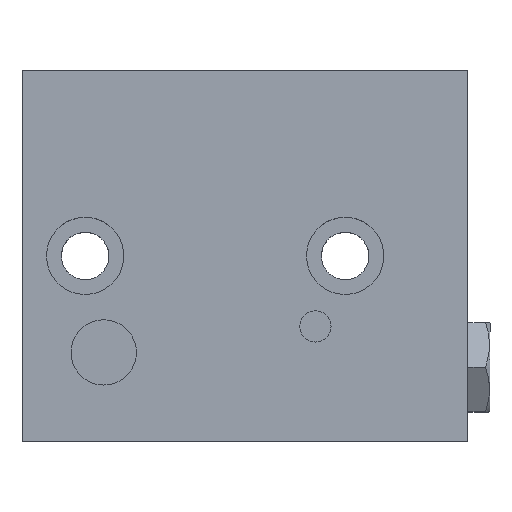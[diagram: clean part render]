
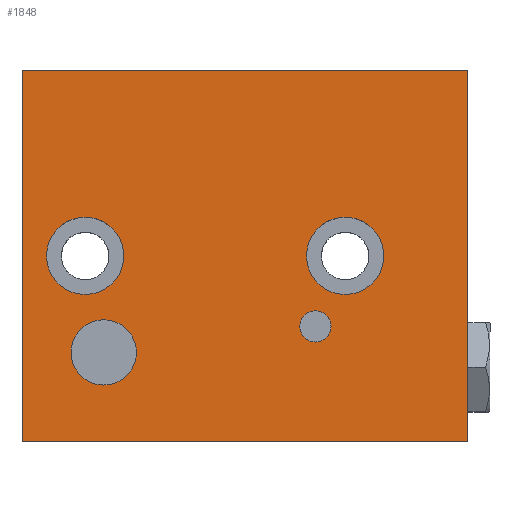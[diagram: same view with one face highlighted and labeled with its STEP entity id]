
A CAD part, top view. The second image highlights one B-rep face of the part: STEP entity #1848.
In plain terms, the highlighted planar face has unit normal (0, 0, 1).
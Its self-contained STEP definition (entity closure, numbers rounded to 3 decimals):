
#1589=CARTESIAN_POINT('',(-24.191,23.015,25.0));
#1590=VERTEX_POINT('',#1589);
#1591=CARTESIAN_POINT('',(35.809,23.015,25.0));
#1592=VERTEX_POINT('',#1591);
#1593=CARTESIAN_POINT('',(-24.191,23.015,25.0));
#1594=DIRECTION('',(1.0,0.0,0.0));
#1595=VECTOR('',#1594,60.);
#1596=LINE('',#1593,#1595);
#1597=EDGE_CURVE('',#1590,#1592,#1596,.T.);
#1774=CARTESIAN_POINT('',(5.809,-1.985,25.0));
#1775=DIRECTION('',(0.0,0.0,1.0));
#1776=DIRECTION('',(1.0,0.0,0.0));
#1777=AXIS2_PLACEMENT_3D('',#1774,#1775,#1776);
#1778=PLANE('',#1777);
#1779=CARTESIAN_POINT('',(35.809,-26.985,25.0));
#1780=VERTEX_POINT('',#1779);
#1781=CARTESIAN_POINT('',(35.809,23.015,25.0));
#1782=DIRECTION('',(0.0,-1.0,0.0));
#1783=VECTOR('',#1782,50.);
#1784=LINE('',#1781,#1783);
#1785=EDGE_CURVE('',#1592,#1780,#1784,.T.);
#1786=ORIENTED_EDGE('',*,*,#1785,.F.);
#1787=ORIENTED_EDGE('',*,*,#1597,.F.);
#1788=CARTESIAN_POINT('',(-24.191,-26.985,25.0));
#1789=VERTEX_POINT('',#1788);
#1790=CARTESIAN_POINT('',(-24.191,-26.985,25.0));
#1791=DIRECTION('',(0.0,1.0,0.0));
#1792=VECTOR('',#1791,50.);
#1793=LINE('',#1790,#1792);
#1794=EDGE_CURVE('',#1789,#1590,#1793,.T.);
#1795=ORIENTED_EDGE('',*,*,#1794,.F.);
#1796=CARTESIAN_POINT('',(35.809,-26.985,25.0));
#1797=DIRECTION('',(-1.0,0.0,0.0));
#1798=VECTOR('',#1797,60.);
#1799=LINE('',#1796,#1798);
#1800=EDGE_CURVE('',#1780,#1789,#1799,.T.);
#1801=ORIENTED_EDGE('',*,*,#1800,.F.);
#1802=EDGE_LOOP('',(#1786,#1787,#1795,#1801));
#1803=FACE_OUTER_BOUND('',#1802,.T.);
#1804=CARTESIAN_POINT('',(-8.791,-14.985,25.0));
#1805=VERTEX_POINT('',#1804);
#1806=CARTESIAN_POINT('',(-13.191,-14.985,25.0));
#1807=DIRECTION('',(0.0,0.0,-1.0));
#1808=DIRECTION('',(1.0,0.0,0.0));
#1809=AXIS2_PLACEMENT_3D('',#1806,#1807,#1808);
#1810=CIRCLE('',#1809,4.4);
#1811=EDGE_CURVE('',#1805,#1805,#1810,.T.);
#1812=ORIENTED_EDGE('',*,*,#1811,.T.);
#1813=EDGE_LOOP('',(#1812));
#1814=FACE_BOUND('',#1813,.T.);
#1815=CARTESIAN_POINT('',(17.409,-11.485,25.0));
#1816=VERTEX_POINT('',#1815);
#1817=CARTESIAN_POINT('',(15.309,-11.485,25.0));
#1818=DIRECTION('',(0.0,0.0,-1.0));
#1819=DIRECTION('',(1.0,0.0,0.0));
#1820=AXIS2_PLACEMENT_3D('',#1817,#1818,#1819);
#1821=CIRCLE('',#1820,2.1);
#1822=EDGE_CURVE('',#1816,#1816,#1821,.T.);
#1823=ORIENTED_EDGE('',*,*,#1822,.T.);
#1824=EDGE_LOOP('',(#1823));
#1825=FACE_BOUND('',#1824,.T.);
#1826=CARTESIAN_POINT('',(-10.491,-1.985,25.0));
#1827=VERTEX_POINT('',#1826);
#1828=CARTESIAN_POINT('',(-15.691,-1.985,25.0));
#1829=DIRECTION('',(0.0,0.0,-1.0));
#1830=DIRECTION('',(1.0,0.0,0.0));
#1831=AXIS2_PLACEMENT_3D('',#1828,#1829,#1830);
#1832=CIRCLE('',#1831,5.2);
#1833=EDGE_CURVE('',#1827,#1827,#1832,.T.);
#1834=ORIENTED_EDGE('',*,*,#1833,.T.);
#1835=EDGE_LOOP('',(#1834));
#1836=FACE_BOUND('',#1835,.T.);
#1837=CARTESIAN_POINT('',(24.509,-1.985,25.0));
#1838=VERTEX_POINT('',#1837);
#1839=CARTESIAN_POINT('',(19.309,-1.985,25.0));
#1840=DIRECTION('',(0.0,0.0,-1.0));
#1841=DIRECTION('',(1.0,0.0,0.0));
#1842=AXIS2_PLACEMENT_3D('',#1839,#1840,#1841);
#1843=CIRCLE('',#1842,5.2);
#1844=EDGE_CURVE('',#1838,#1838,#1843,.T.);
#1845=ORIENTED_EDGE('',*,*,#1844,.T.);
#1846=EDGE_LOOP('',(#1845));
#1847=FACE_BOUND('',#1846,.T.);
#1848=ADVANCED_FACE('',(#1803,#1814,#1825,#1836,#1847),#1778,.T.);
